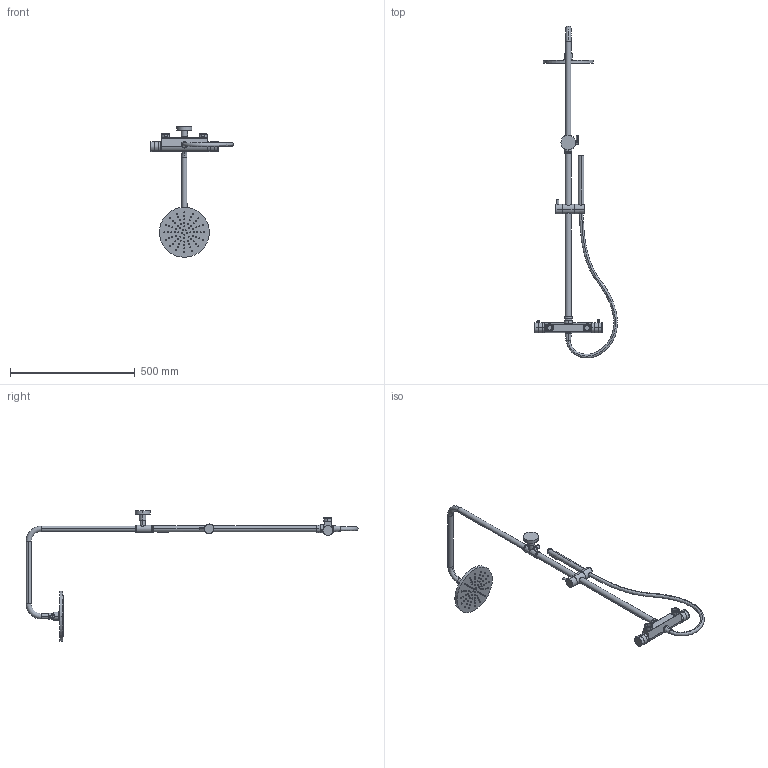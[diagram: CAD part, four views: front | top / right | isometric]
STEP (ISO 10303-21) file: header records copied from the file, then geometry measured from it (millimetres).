
FILE_DESCRIPTION (( 'STEP AP203' ), '1' );
FILE_NAME ('15148.STEP', '2021-02-24T17:18:17', ( 'EFFEPI3' ), ( '' ), 'SwSTEP 2.0', 'SolidWorks 2018', '' );
FILE_SCHEMA (( 'CONFIG_CONTROL_DESIGN' ));
Length unit declared in the file: millimetre
Products named in the file (8): 0010022000; 0000036600; scorrevole colonna 220; 0100900410; flex colonna 220; 15148; 0101814500
Assembly tree (7 placements, depth 3):
  15148
    0101814500
    0010022000
      0010022000
      scorrevole colonna 220
    0000036600
    0100900410
    flex colonna 220
Bounding box: 331.18 x 1328.6 x 522.38 mm (x, y, z)
Volume: 1881245.8 mm3; surface area: 349641.6 mm2
Topology: 7 solids, 8 shells, 783 faces, 1628 edges, 1038 vertices
Faces by surface type: cylinder 399, plane 228, torus 108, cone 42, bspline 6
Entity records: 26357 total; most frequent: CARTESIAN_POINT 8267, DIRECTION 3972, ORIENTED_EDGE 3256, AXIS2_PLACEMENT_3D 1730, EDGE_CURVE 1628, VERTEX_POINT 1038, EDGE_LOOP 964, CIRCLE 942
